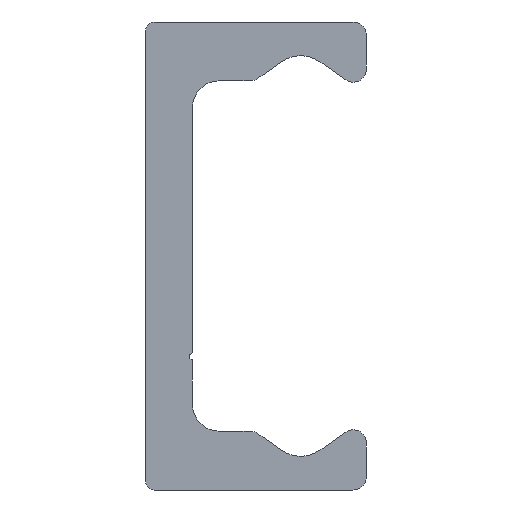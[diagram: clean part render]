
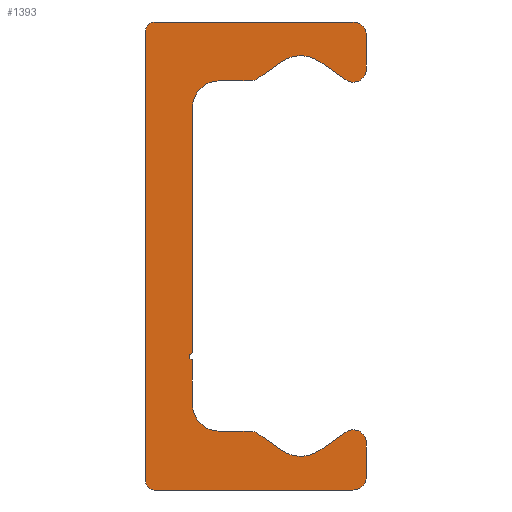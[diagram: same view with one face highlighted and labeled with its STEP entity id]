
A CAD part, left-side view. The second image highlights one B-rep face of the part: STEP entity #1393.
In plain terms, the highlighted planar face has unit normal (-1, 0, 0).
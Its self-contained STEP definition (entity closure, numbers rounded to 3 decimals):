
#440=CARTESIAN_POINT('',(0.0,4.75,-7.25));
#441=VERTEX_POINT('',#440);
#448=CARTESIAN_POINT('',(0.0,4.75,-7.75));
#449=VERTEX_POINT('',#448);
#450=CARTESIAN_POINT('',(0.0,4.75,-7.5));
#451=DIRECTION('',(-1.0,0.0,0.0));
#452=DIRECTION('',(0.0,0.0,1.0));
#453=AXIS2_PLACEMENT_3D('',#450,#451,#452);
#454=CIRCLE('',#453,0.25);
#455=EDGE_CURVE('',#441,#449,#454,.T.);
#565=CARTESIAN_POINT('',(0.0,4.75,11.1));
#566=VERTEX_POINT('',#565);
#573=CARTESIAN_POINT('',(0.0,4.75,11.1));
#574=DIRECTION('',(0.0,0.0,-1.0));
#575=VECTOR('',#574,18.35);
#576=LINE('',#573,#575);
#577=EDGE_CURVE('',#566,#441,#576,.T.);
#605=CARTESIAN_POINT('',(0.0,7.6,-17.5));
#606=VERTEX_POINT('',#605);
#613=CARTESIAN_POINT('',(0.0,8.25,-16.85));
#614=VERTEX_POINT('',#613);
#615=CARTESIAN_POINT('',(0.0,7.6,-16.85));
#616=DIRECTION('',(1.0,0.0,0.0));
#617=DIRECTION('',(0.0,0.0,-1.0));
#618=AXIS2_PLACEMENT_3D('',#615,#616,#617);
#619=CIRCLE('',#618,0.65);
#620=EDGE_CURVE('',#606,#614,#619,.T.);
#644=CARTESIAN_POINT('',(0.0,-7.25,-17.5));
#645=VERTEX_POINT('',#644);
#652=CARTESIAN_POINT('',(0.0,-7.25,-17.5));
#653=DIRECTION('',(0.0,1.0,0.0));
#654=VECTOR('',#653,14.85);
#655=LINE('',#652,#654);
#656=EDGE_CURVE('',#645,#606,#655,.T.);
#676=CARTESIAN_POINT('',(0.0,-8.25,-16.5));
#677=VERTEX_POINT('',#676);
#684=CARTESIAN_POINT('',(0.0,-7.25,-16.5));
#685=DIRECTION('',(1.0,0.0,0.0));
#686=DIRECTION('',(0.0,-1.0,0.0));
#687=AXIS2_PLACEMENT_3D('',#684,#685,#686);
#688=CIRCLE('',#687,1.0);
#689=EDGE_CURVE('',#677,#645,#688,.T.);
#708=CARTESIAN_POINT('',(0.0,-8.25,-13.98));
#709=VERTEX_POINT('',#708);
#716=CARTESIAN_POINT('',(0.0,-8.25,-13.98));
#717=DIRECTION('',(0.0,0.0,-1.0));
#718=VECTOR('',#717,2.52);
#719=LINE('',#716,#718);
#720=EDGE_CURVE('',#709,#677,#719,.T.);
#740=CARTESIAN_POINT('',(0.0,-6.708,-13.177));
#741=VERTEX_POINT('',#740);
#748=CARTESIAN_POINT('',(0.0,-7.27,-13.98));
#749=DIRECTION('',(1.0,0.0,0.0));
#750=DIRECTION('',(0.0,0.574,0.819));
#751=AXIS2_PLACEMENT_3D('',#748,#749,#750);
#752=CIRCLE('',#751,0.98);
#753=EDGE_CURVE('',#741,#709,#752,.T.);
#772=CARTESIAN_POINT('',(0.0,-4.784,-14.524));
#773=VERTEX_POINT('',#772);
#780=CARTESIAN_POINT('',(0.0,-4.784,-14.524));
#781=DIRECTION('',(0.0,-0.819,0.574));
#782=VECTOR('',#781,2.349);
#783=LINE('',#780,#782);
#784=EDGE_CURVE('',#773,#741,#783,.T.);
#804=CARTESIAN_POINT('',(0.0,-1.916,-14.524));
#805=VERTEX_POINT('',#804);
#812=CARTESIAN_POINT('',(0.0,-3.35,-12.477));
#813=DIRECTION('',(-1.0,0.0,0.0));
#814=DIRECTION('',(0.0,0.574,0.819));
#815=AXIS2_PLACEMENT_3D('',#812,#813,#814);
#816=CIRCLE('',#815,2.5);
#817=EDGE_CURVE('',#805,#773,#816,.T.);
#836=CARTESIAN_POINT('',(0.0,-0.14,-13.281));
#837=VERTEX_POINT('',#836);
#844=CARTESIAN_POINT('',(0.0,-0.14,-13.281));
#845=DIRECTION('',(0.0,-0.819,-0.574));
#846=VECTOR('',#845,2.168);
#847=LINE('',#844,#846);
#848=EDGE_CURVE('',#837,#805,#847,.T.);
#868=CARTESIAN_POINT('',(0.0,0.433,-13.1));
#869=VERTEX_POINT('',#868);
#876=CARTESIAN_POINT('',(0.0,0.433,-14.1));
#877=DIRECTION('',(1.0,0.0,0.0));
#878=DIRECTION('',(0.0,0.0,1.0));
#879=AXIS2_PLACEMENT_3D('',#876,#877,#878);
#880=CIRCLE('',#879,1.);
#881=EDGE_CURVE('',#869,#837,#880,.T.);
#900=CARTESIAN_POINT('',(0.0,2.75,-13.1));
#901=VERTEX_POINT('',#900);
#908=CARTESIAN_POINT('',(0.0,2.75,-13.1));
#909=DIRECTION('',(0.0,-1.0,0.0));
#910=VECTOR('',#909,2.317);
#911=LINE('',#908,#910);
#912=EDGE_CURVE('',#901,#869,#911,.T.);
#932=CARTESIAN_POINT('',(0.0,4.75,-11.1));
#933=VERTEX_POINT('',#932);
#940=CARTESIAN_POINT('',(0.0,2.75,-11.1));
#941=DIRECTION('',(-1.0,0.0,0.0));
#942=DIRECTION('',(0.0,0.0,1.0));
#943=AXIS2_PLACEMENT_3D('',#940,#941,#942);
#944=CIRCLE('',#943,2.0);
#945=EDGE_CURVE('',#933,#901,#944,.T.);
#963=CARTESIAN_POINT('',(0.0,4.75,-7.75));
#964=DIRECTION('',(0.0,0.0,-1.0));
#965=VECTOR('',#964,3.35);
#966=LINE('',#963,#965);
#967=EDGE_CURVE('',#449,#933,#966,.T.);
#987=CARTESIAN_POINT('',(0.0,2.75,13.1));
#988=VERTEX_POINT('',#987);
#995=CARTESIAN_POINT('',(0.0,2.75,11.1));
#996=DIRECTION('',(-1.0,0.0,0.0));
#997=DIRECTION('',(0.0,-1.0,0.0));
#998=AXIS2_PLACEMENT_3D('',#995,#996,#997);
#999=CIRCLE('',#998,2.0);
#1000=EDGE_CURVE('',#988,#566,#999,.T.);
#1019=CARTESIAN_POINT('',(0.0,0.433,13.1));
#1020=VERTEX_POINT('',#1019);
#1027=CARTESIAN_POINT('',(0.0,0.433,13.1));
#1028=DIRECTION('',(0.0,1.0,0.0));
#1029=VECTOR('',#1028,2.317);
#1030=LINE('',#1027,#1029);
#1031=EDGE_CURVE('',#1020,#988,#1030,.T.);
#1051=CARTESIAN_POINT('',(0.0,-0.14,13.281));
#1052=VERTEX_POINT('',#1051);
#1059=CARTESIAN_POINT('',(0.0,0.433,14.1));
#1060=DIRECTION('',(1.0,0.0,0.0));
#1061=DIRECTION('',(0.0,-0.574,-0.819));
#1062=AXIS2_PLACEMENT_3D('',#1059,#1060,#1061);
#1063=CIRCLE('',#1062,1.);
#1064=EDGE_CURVE('',#1052,#1020,#1063,.T.);
#1083=CARTESIAN_POINT('',(0.0,-1.916,14.524));
#1084=VERTEX_POINT('',#1083);
#1091=CARTESIAN_POINT('',(0.0,-1.916,14.524));
#1092=DIRECTION('',(0.0,0.819,-0.574));
#1093=VECTOR('',#1092,2.168);
#1094=LINE('',#1091,#1093);
#1095=EDGE_CURVE('',#1084,#1052,#1094,.T.);
#1115=CARTESIAN_POINT('',(0.0,-4.784,14.524));
#1116=VERTEX_POINT('',#1115);
#1123=CARTESIAN_POINT('',(0.0,-3.35,12.477));
#1124=DIRECTION('',(-1.0,0.0,0.0));
#1125=DIRECTION('',(0.0,-0.574,-0.819));
#1126=AXIS2_PLACEMENT_3D('',#1123,#1124,#1125);
#1127=CIRCLE('',#1126,2.5);
#1128=EDGE_CURVE('',#1116,#1084,#1127,.T.);
#1147=CARTESIAN_POINT('',(0.0,-6.708,13.177));
#1148=VERTEX_POINT('',#1147);
#1155=CARTESIAN_POINT('',(0.0,-6.708,13.177));
#1156=DIRECTION('',(0.0,0.819,0.574));
#1157=VECTOR('',#1156,2.349);
#1158=LINE('',#1155,#1157);
#1159=EDGE_CURVE('',#1148,#1116,#1158,.T.);
#1179=CARTESIAN_POINT('',(0.0,-8.25,13.98));
#1180=VERTEX_POINT('',#1179);
#1187=CARTESIAN_POINT('',(0.0,-7.27,13.98));
#1188=DIRECTION('',(1.0,0.0,0.0));
#1189=DIRECTION('',(0.0,-1.0,0.0));
#1190=AXIS2_PLACEMENT_3D('',#1187,#1188,#1189);
#1191=CIRCLE('',#1190,0.98);
#1192=EDGE_CURVE('',#1180,#1148,#1191,.T.);
#1211=CARTESIAN_POINT('',(0.0,-8.25,16.5));
#1212=VERTEX_POINT('',#1211);
#1219=CARTESIAN_POINT('',(0.0,-8.25,16.5));
#1220=DIRECTION('',(0.0,0.0,-1.0));
#1221=VECTOR('',#1220,2.52);
#1222=LINE('',#1219,#1221);
#1223=EDGE_CURVE('',#1212,#1180,#1222,.T.);
#1243=CARTESIAN_POINT('',(0.0,-7.25,17.5));
#1244=VERTEX_POINT('',#1243);
#1251=CARTESIAN_POINT('',(0.0,-7.25,16.5));
#1252=DIRECTION('',(1.0,0.0,0.0));
#1253=DIRECTION('',(0.0,0.0,1.0));
#1254=AXIS2_PLACEMENT_3D('',#1251,#1252,#1253);
#1255=CIRCLE('',#1254,1.0);
#1256=EDGE_CURVE('',#1244,#1212,#1255,.T.);
#1275=CARTESIAN_POINT('',(0.0,7.6,17.5));
#1276=VERTEX_POINT('',#1275);
#1283=CARTESIAN_POINT('',(0.0,7.6,17.5));
#1284=DIRECTION('',(0.0,-1.0,0.0));
#1285=VECTOR('',#1284,14.85);
#1286=LINE('',#1283,#1285);
#1287=EDGE_CURVE('',#1276,#1244,#1286,.T.);
#1307=CARTESIAN_POINT('',(0.0,8.25,16.85));
#1308=VERTEX_POINT('',#1307);
#1315=CARTESIAN_POINT('',(0.0,7.6,16.85));
#1316=DIRECTION('',(1.0,0.0,0.0));
#1317=DIRECTION('',(0.0,1.0,0.0));
#1318=AXIS2_PLACEMENT_3D('',#1315,#1316,#1317);
#1319=CIRCLE('',#1318,0.65);
#1320=EDGE_CURVE('',#1308,#1276,#1319,.T.);
#1338=CARTESIAN_POINT('',(0.0,8.25,-16.85));
#1339=DIRECTION('',(0.0,0.0,1.0));
#1340=VECTOR('',#1339,33.7);
#1341=LINE('',#1338,#1340);
#1342=EDGE_CURVE('',#614,#1308,#1341,.T.);
#1360=CARTESIAN_POINT('',(0.0,2.258,-0.017));
#1361=DIRECTION('',(1.0,0.0,0.0));
#1362=DIRECTION('',(0.0,0.0,-1.0));
#1363=AXIS2_PLACEMENT_3D('',#1360,#1361,#1362);
#1364=PLANE('',#1363);
#1365=ORIENTED_EDGE('',*,*,#1342,.F.);
#1366=ORIENTED_EDGE('',*,*,#620,.F.);
#1367=ORIENTED_EDGE('',*,*,#656,.F.);
#1368=ORIENTED_EDGE('',*,*,#689,.F.);
#1369=ORIENTED_EDGE('',*,*,#720,.F.);
#1370=ORIENTED_EDGE('',*,*,#753,.F.);
#1371=ORIENTED_EDGE('',*,*,#784,.F.);
#1372=ORIENTED_EDGE('',*,*,#817,.F.);
#1373=ORIENTED_EDGE('',*,*,#848,.F.);
#1374=ORIENTED_EDGE('',*,*,#881,.F.);
#1375=ORIENTED_EDGE('',*,*,#912,.F.);
#1376=ORIENTED_EDGE('',*,*,#945,.F.);
#1377=ORIENTED_EDGE('',*,*,#967,.F.);
#1378=ORIENTED_EDGE('',*,*,#455,.F.);
#1379=ORIENTED_EDGE('',*,*,#577,.F.);
#1380=ORIENTED_EDGE('',*,*,#1000,.F.);
#1381=ORIENTED_EDGE('',*,*,#1031,.F.);
#1382=ORIENTED_EDGE('',*,*,#1064,.F.);
#1383=ORIENTED_EDGE('',*,*,#1095,.F.);
#1384=ORIENTED_EDGE('',*,*,#1128,.F.);
#1385=ORIENTED_EDGE('',*,*,#1159,.F.);
#1386=ORIENTED_EDGE('',*,*,#1192,.F.);
#1387=ORIENTED_EDGE('',*,*,#1223,.F.);
#1388=ORIENTED_EDGE('',*,*,#1256,.F.);
#1389=ORIENTED_EDGE('',*,*,#1287,.F.);
#1390=ORIENTED_EDGE('',*,*,#1320,.F.);
#1391=EDGE_LOOP('',(#1365,#1366,#1367,#1368,#1369,#1370,#1371,#1372,#1373,#1374,#1375,#1376,#1377,#1378,#1379,#1380,#1381,#1382,#1383,#1384,#1385,#1386,#1387,#1388,#1389,#1390));
#1392=FACE_OUTER_BOUND('',#1391,.T.);
#1393=ADVANCED_FACE('',(#1392),#1364,.F.);
